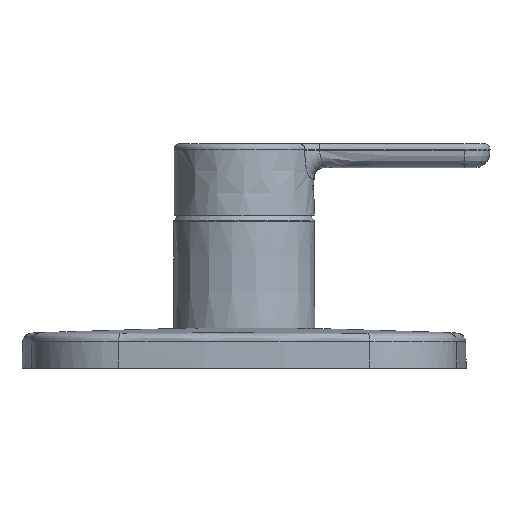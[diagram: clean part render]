
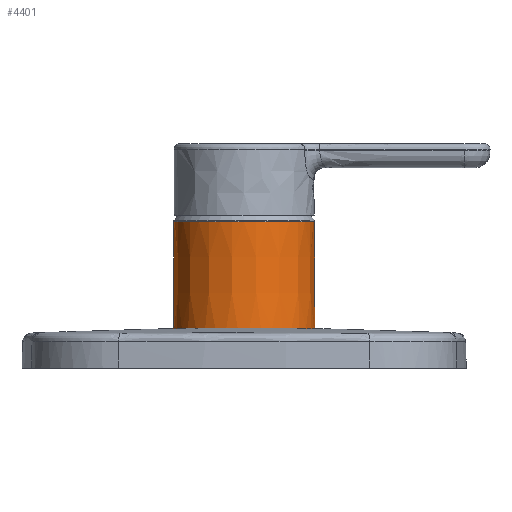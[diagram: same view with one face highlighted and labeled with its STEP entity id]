
A CAD part, left-side view. The second image highlights one B-rep face of the part: STEP entity #4401.
In plain terms, the highlighted conical face has half-angle 0.25 degrees and reference radius 24.675 mm.
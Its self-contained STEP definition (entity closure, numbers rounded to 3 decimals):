
#29 = CARTESIAN_POINT ( 'NONE',  ( -8.657, 22.985, 76.259 ) ) ;
#43 = CARTESIAN_POINT ( 'NONE',  ( -21.264, 12.272, 76.284 ) ) ;
#46 = CARTESIAN_POINT ( 'NONE',  ( 0., 0., 113.281 ) ) ;
#59 = CARTESIAN_POINT ( 'NONE',  ( -24.391, -2.802, 76.286 ) ) ;
#73 = CARTESIAN_POINT ( 'NONE',  ( -16.191, -18.469, 76.275 ) ) ;
#93 = CARTESIAN_POINT ( 'NONE',  ( 0., -24.548, 76.251 ) ) ;
#115 = DIRECTION ( 'NONE',  ( 0., 0., -1. ) ) ;
#345 = VECTOR ( 'NONE', #1607, 1000. ) ;
#376 = CARTESIAN_POINT ( 'NONE',  ( -12.297, 21.307, 76.267 ) ) ;
#382 = CARTESIAN_POINT ( 'NONE',  ( 0., 24.675, 47.2 ) ) ;
#392 = CARTESIAN_POINT ( 'NONE',  ( -22.031, 10.858, 76.284 ) ) ;
#396 = DIRECTION ( 'NONE',  ( 0., -1., 0. ) ) ;
#410 = CARTESIAN_POINT ( 'NONE',  ( -24.223, -4.003, 76.286 ) ) ;
#422 = CARTESIAN_POINT ( 'NONE',  ( -14.309, -19.962, 76.271 ) ) ;
#432 = EDGE_CURVE ( 'NONE', #2088, #3297, #962, .T. ) ;
#571 = VERTEX_POINT ( 'NONE', #3484 ) ;
#708 = CARTESIAN_POINT ( 'NONE',  ( -1.622, 24.548, 76.251 ) ) ;
#727 = CARTESIAN_POINT ( 'NONE',  ( -14.293, 19.962, 76.271 ) ) ;
#742 = CARTESIAN_POINT ( 'NONE',  ( -23.255, 7.904, 76.285 ) ) ;
#762 = CARTESIAN_POINT ( 'NONE',  ( -23.762, -6.367, 76.286 ) ) ;
#776 = CARTESIAN_POINT ( 'NONE',  ( -12.293, -21.264, 76.266 ) ) ;
#962 = LINE ( 'NONE', #1237, #2363 ) ;
#1073 = CARTESIAN_POINT ( 'NONE',  ( -15.261, 19.232, 76.274 ) ) ;
#1089 = CARTESIAN_POINT ( 'NONE',  ( -23.712, 6.363, 76.285 ) ) ;
#1110 = CARTESIAN_POINT ( 'NONE',  ( -22.376, -10.127, 76.286 ) ) ;
#1125 = CARTESIAN_POINT ( 'NONE',  ( -10.137, -22.372, 76.262 ) ) ;
#1178 = LINE ( 'NONE', #382, #345 ) ;
#1237 = CARTESIAN_POINT ( 'NONE',  ( 0., -24.675, 47.2 ) ) ;
#1266 = B_SPLINE_CURVE_WITH_KNOTS ( 'NONE', 3,
 ( #3115, #708, #3791, #1760, #4143, #2120, #29, #2445, #376, #2787, #727, #3129, #1073, #3456, #1437, #3807, #1775, #4161, #2135, #43, #2461, #392, #2803, #742, #3145, #1089, #3473, #1452, #3824, #1788, #4183, #2150, #59, #2474, #410, #2815, #762, #3161, #1110, #3495, #1465, #3838, #1802, #4199, #2170, #73, #2489, #422, #2828, #776, #3174, #1125, #3506, #1480, #3853, #1816, #4216, #2184, #93 ),
 .UNSPECIFIED., .F., .F.,
 ( 4, 2, 2, 2, 2, 2, 2, 2, 2, 2, 2, 1, 2, 2, 2, 2, 2, 2, 2, 2, 2, 2, 2, 2, 2, 2, 2, 2, 2, 4 ),
 ( 0., 0.005, 0.007, 0.01, 0.014, 0.016, 0.017, 0.019, 0.024, 0.025, 0.026, 0.029, 0.031, 0.032, 0.034, 0.038, 0.041, 0.042, 0.043, 0.048, 0.05, 0.053, 0.058, 0.06, 0.062, 0.065, 0.067, 0.072, 0.074, 0.077 ),
 .UNSPECIFIED. ) ;
#1437 = CARTESIAN_POINT ( 'NONE',  ( -16.795, 17.921, 76.277 ) ) ;
#1452 = CARTESIAN_POINT ( 'NONE',  ( -23.998, 5.183, 76.286 ) ) ;
#1465 = CARTESIAN_POINT ( 'NONE',  ( -21.268, -12.285, 76.285 ) ) ;
#1480 = CARTESIAN_POINT ( 'NONE',  ( -6.375, -23.76, 76.256 ) ) ;
#1574 = EDGE_CURVE ( 'NONE', #1695, #571, #1178, .T. ) ;
#1607 = DIRECTION ( 'NONE',  ( 0., 0.004, -1. ) ) ;
#1695 = VERTEX_POINT ( 'NONE', #2451 ) ;
#1701 = ORIENTED_EDGE ( 'NONE', *, *, #1574, .T. ) ;
#1760 = CARTESIAN_POINT ( 'NONE',  ( -5.57, 23.921, 76.255 ) ) ;
#1775 = CARTESIAN_POINT ( 'NONE',  ( -19.51, 14.986, 76.282 ) ) ;
#1788 = CARTESIAN_POINT ( 'NONE',  ( -24.548, 1.61, 76.286 ) ) ;
#1802 = CARTESIAN_POINT ( 'NONE',  ( -19.523, -14.968, 76.282 ) ) ;
#1816 = CARTESIAN_POINT ( 'NONE',  ( -3.217, -24.35, 76.252 ) ) ;
#1884 = ORIENTED_EDGE ( 'NONE', *, *, #432, .F. ) ;
#1908 = ORIENTED_EDGE ( 'NONE', *, *, #3529, .T. ) ;
#2088 = VERTEX_POINT ( 'NONE', #3350 ) ;
#2114 = CIRCLE ( 'NONE', #3665, 24.387 ) ;
#2120 = CARTESIAN_POINT ( 'NONE',  ( -7.89, 23.26, 76.258 ) ) ;
#2135 = CARTESIAN_POINT ( 'NONE',  ( -20.849, 12.966, 76.283 ) ) ;
#2150 = CARTESIAN_POINT ( 'NONE',  ( -24.51, -1.594, 76.286 ) ) ;
#2170 = CARTESIAN_POINT ( 'NONE',  ( -16.79, -17.927, 76.277 ) ) ;
#2184 = CARTESIAN_POINT ( 'NONE',  ( -0.801, -24.548, 76.251 ) ) ;
#2288 = DIRECTION ( 'NONE',  ( 0., -0.004, -1. ) ) ;
#2363 = VECTOR ( 'NONE', #2288, 1000. ) ;
#2445 = CARTESIAN_POINT ( 'NONE',  ( -10.887, 22.061, 76.264 ) ) ;
#2451 = CARTESIAN_POINT ( 'NONE',  ( 0., 24.387, 113.281 ) ) ;
#2461 = CARTESIAN_POINT ( 'NONE',  ( -21.463, 11.922, 76.284 ) ) ;
#2464 = DIRECTION ( 'NONE',  ( 0., 0., -1. ) ) ;
#2474 = CARTESIAN_POINT ( 'NONE',  ( -24.341, -3.205, 76.286 ) ) ;
#2489 = CARTESIAN_POINT ( 'NONE',  ( -14.952, -19.486, 76.272 ) ) ;
#2787 = CARTESIAN_POINT ( 'NONE',  ( -13.965, 20.193, 76.271 ) ) ;
#2794 = EDGE_CURVE ( 'NONE', #571, #3297, #1266, .T. ) ;
#2803 = CARTESIAN_POINT ( 'NONE',  ( -22.715, 9.411, 76.285 ) ) ;
#2815 = CARTESIAN_POINT ( 'NONE',  ( -24.154, -4.399, 76.286 ) ) ;
#2828 = CARTESIAN_POINT ( 'NONE',  ( -12.98, -20.851, 76.268 ) ) ;
#2899 = FACE_OUTER_BOUND ( 'NONE', #3571, .T. ) ;
#3115 = CARTESIAN_POINT ( 'NONE',  ( 0., 24.548, 76.251 ) ) ;
#3129 = CARTESIAN_POINT ( 'NONE',  ( -14.941, 19.482, 76.273 ) ) ;
#3145 = CARTESIAN_POINT ( 'NONE',  ( -23.605, 6.751, 76.285 ) ) ;
#3161 = CARTESIAN_POINT ( 'NONE',  ( -23.299, -7.898, 76.286 ) ) ;
#3174 = CARTESIAN_POINT ( 'NONE',  ( -10.873, -22.024, 76.264 ) ) ;
#3215 = DIRECTION ( 'NONE',  ( 0., 1., 0. ) ) ;
#3289 = ORIENTED_EDGE ( 'NONE', *, *, #2794, .T. ) ;
#3297 = VERTEX_POINT ( 'NONE', #3313 ) ;
#3313 = CARTESIAN_POINT ( 'NONE',  ( 0., -24.548, 76.251 ) ) ;
#3350 = CARTESIAN_POINT ( 'NONE',  ( 0., -24.387, 113.281 ) ) ;
#3456 = CARTESIAN_POINT ( 'NONE',  ( -16.2, 18.462, 76.276 ) ) ;
#3473 = CARTESIAN_POINT ( 'NONE',  ( -23.909, 5.58, 76.286 ) ) ;
#3484 = CARTESIAN_POINT ( 'NONE',  ( 0., 24.548, 76.251 ) ) ;
#3495 = CARTESIAN_POINT ( 'NONE',  ( -22.029, -10.862, 76.286 ) ) ;
#3506 = CARTESIAN_POINT ( 'NONE',  ( -7.905, -23.296, 76.258 ) ) ;
#3529 = EDGE_CURVE ( 'NONE', #2088, #1695, #2114, .T. ) ;
#3571 = EDGE_LOOP ( 'NONE', ( #1884, #1908, #1701, #3289 ) ) ;
#3665 = AXIS2_PLACEMENT_3D ( 'NONE', #46, #2464, #396 ) ;
#3791 = CARTESIAN_POINT ( 'NONE',  ( -3.217, 24.389, 76.252 ) ) ;
#3807 = CARTESIAN_POINT ( 'NONE',  ( -18.494, 16.222, 76.28 ) ) ;
#3824 = CARTESIAN_POINT ( 'NONE',  ( -24.392, 3.203, 76.286 ) ) ;
#3836 = CONICAL_SURFACE ( 'NONE', #4028, 24.675, 0.004 ) ;
#3838 = CARTESIAN_POINT ( 'NONE',  ( -20.856, -12.973, 76.284 ) ) ;
#3853 = CARTESIAN_POINT ( 'NONE',  ( -4.016, -24.231, 76.253 ) ) ;
#3890 = CARTESIAN_POINT ( 'NONE',  ( 0., 0., 47.2 ) ) ;
#4028 = AXIS2_PLACEMENT_3D ( 'NONE', #3890, #115, #3215 ) ;
#4143 = CARTESIAN_POINT ( 'NONE',  ( -6.348, 23.727, 76.256 ) ) ;
#4161 = CARTESIAN_POINT ( 'NONE',  ( -20.631, 13.309, 76.283 ) ) ;
#4183 = CARTESIAN_POINT ( 'NONE',  ( -24.548, -0.792, 76.286 ) ) ;
#4199 = CARTESIAN_POINT ( 'NONE',  ( -18.508, -16.208, 76.28 ) ) ;
#4216 = CARTESIAN_POINT ( 'NONE',  ( -1.605, -24.509, 76.252 ) ) ;
#4401 = ADVANCED_FACE ( 'NONE', ( #2899 ), #3836, .T. ) ;
